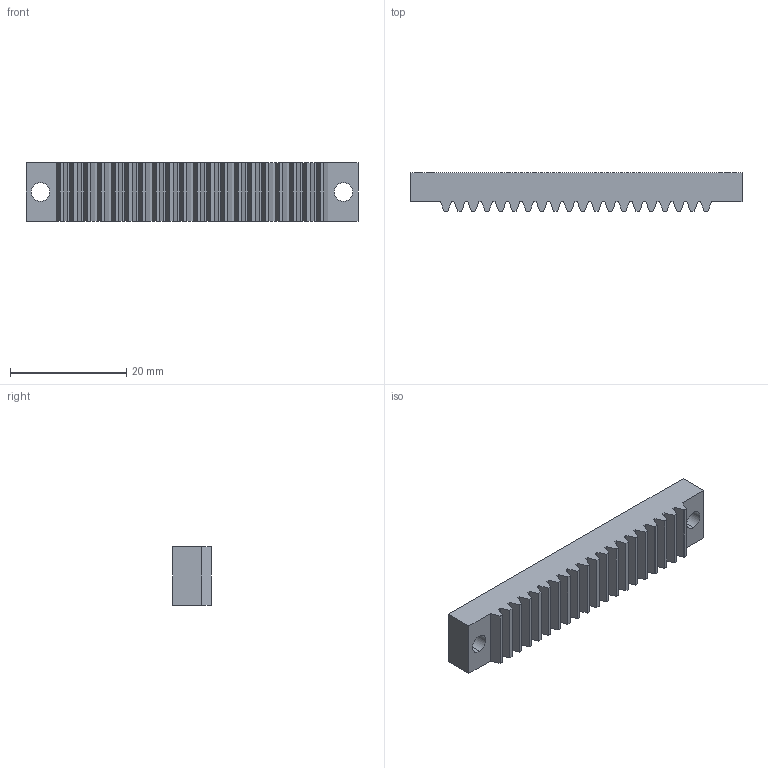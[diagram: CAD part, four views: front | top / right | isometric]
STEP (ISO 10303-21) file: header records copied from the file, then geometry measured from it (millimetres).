
FILE_DESCRIPTION (( 'STEP AP203' ), '1' );
FILE_NAME ('Claw Rack.STEP', '2023-07-20T13:11:19', ( '' ), ( '' ), 'SwSTEP 2.0', 'SolidWorks 2023', '' );
FILE_SCHEMA (( 'CONFIG_CONTROL_DESIGN' ));
Length unit declared in the file: millimetre
Products named in the file (1): Claw Rack
Bounding box: 57.12 x 6.69 x 10 mm (x, y, z)
Volume: 3198.9 mm3; surface area: 2420.7 mm2
Topology: 1 solids, 1 shells, 170 faces, 504 edges, 336 vertices
Faces by surface type: plane 86, cylinder 84
Entity records: 5821 total; most frequent: DIRECTION 1014, CARTESIAN_POINT 1011, ORIENTED_EDGE 1008, EDGE_CURVE 504, AXIS2_PLACEMENT_3D 339, LINE 336, VECTOR 336, VERTEX_POINT 336
